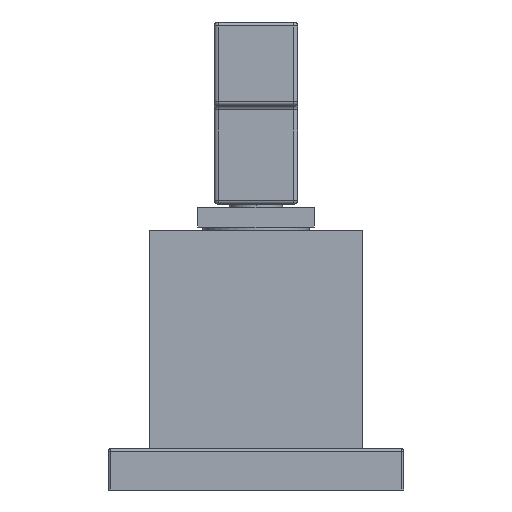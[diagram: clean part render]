
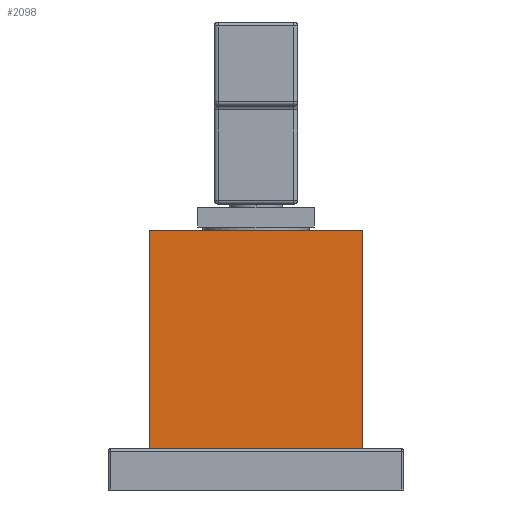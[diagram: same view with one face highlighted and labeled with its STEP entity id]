
A CAD part, front view. The second image highlights one B-rep face of the part: STEP entity #2098.
In plain terms, the highlighted planar face has unit normal (0, -1, 0).
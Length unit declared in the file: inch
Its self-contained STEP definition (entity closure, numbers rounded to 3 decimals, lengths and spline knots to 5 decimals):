
#548=DIRECTION('',(1.,0.,0.));
#549=VECTOR('',#548,1.6);
#550=CARTESIAN_POINT('',(-0.8,-0.8,1.95));
#551=LINE('',#550,#549);
#586=DIRECTION('',(1.,0.,0.));
#587=VECTOR('',#586,1.6);
#588=CARTESIAN_POINT('',(-0.8,-0.8,0.31));
#589=LINE('',#588,#587);
#742=DIRECTION('',(0.,0.,1.));
#743=VECTOR('',#742,1.64);
#744=CARTESIAN_POINT('',(-0.8,-0.8,0.31));
#745=LINE('',#744,#743);
#746=DIRECTION('',(0.,0.,1.));
#747=VECTOR('',#746,1.64);
#748=CARTESIAN_POINT('',(0.8,-0.8,0.31));
#749=LINE('',#748,#747);
#791=CARTESIAN_POINT('',(-0.8,-0.8,1.95));
#793=VERTEX_POINT('',#791);
#794=CARTESIAN_POINT('',(0.8,-0.8,1.95));
#795=VERTEX_POINT('',#794);
#799=CARTESIAN_POINT('',(-0.8,-0.8,0.31));
#801=VERTEX_POINT('',#799);
#802=CARTESIAN_POINT('',(0.8,-0.8,0.31));
#803=VERTEX_POINT('',#802);
#2086=CARTESIAN_POINT('',(-0.8,-0.8,0.31));
#2087=DIRECTION('',(0.,-1.,0.));
#2088=DIRECTION('',(1.,0.,0.));
#2089=AXIS2_PLACEMENT_3D('',#2086,#2087,#2088);
#2090=PLANE('',#2089);
#2091=ORIENTED_EDGE('',*,*,#1841,.F.);
#2092=ORIENTED_EDGE('',*,*,#1820,.T.);
#2093=ORIENTED_EDGE('',*,*,#1800,.T.);
#2095=ORIENTED_EDGE('',*,*,#2094,.F.);
#2096=EDGE_LOOP('',(#2091,#2092,#2093,#2095));
#2097=FACE_OUTER_BOUND('',#2096,.F.);
#2098=ADVANCED_FACE('',(#2097),#2090,.T.);
#1800=EDGE_CURVE('',#793,#795,#551,.T.);
#1820=EDGE_CURVE('',#801,#793,#745,.T.);
#1841=EDGE_CURVE('',#801,#803,#589,.T.);
#2094=EDGE_CURVE('',#803,#795,#749,.T.);
